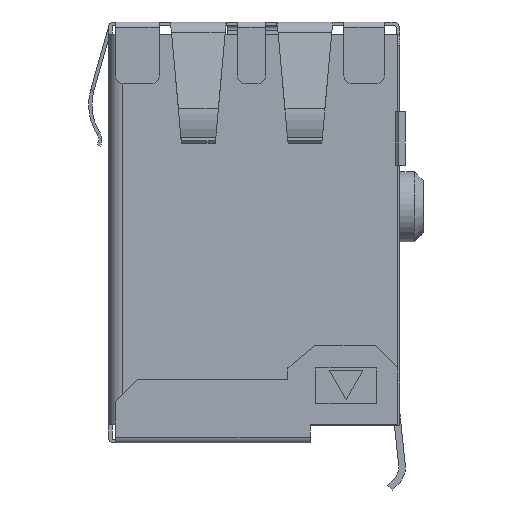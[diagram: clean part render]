
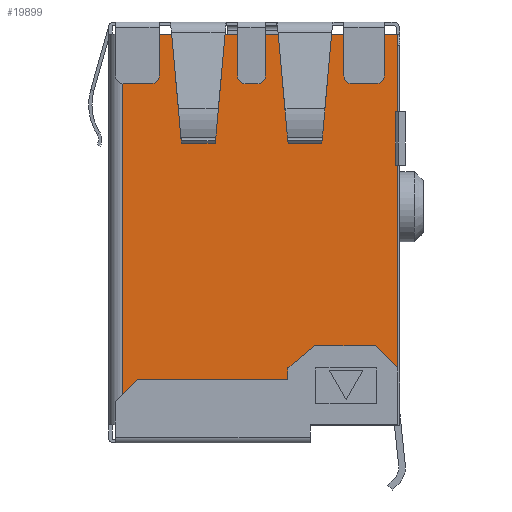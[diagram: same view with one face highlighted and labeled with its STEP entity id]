
A CAD part, left-side view. The second image highlights one B-rep face of the part: STEP entity #19899.
In plain terms, the highlighted planar face has unit normal (-1, 0, 0).
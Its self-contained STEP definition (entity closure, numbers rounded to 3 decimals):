
#958=DIRECTION('',(0.,1.,0.));
#959=VECTOR('',#958,12.3);
#960=CARTESIAN_POINT('',(-7.95,0.1,0.));
#961=LINE('',#960,#959);
#5047=DIRECTION('',(0.,0.,1.));
#5048=VECTOR('',#5047,17.43);
#5049=CARTESIAN_POINT('',(-7.95,12.4,-17.43));
#5050=LINE('',#5049,#5048);
#5051=DIRECTION('',(0.,1.,0.));
#5052=VECTOR('',#5051,0.1);
#5053=CARTESIAN_POINT('',(-7.95,0.1,-3.45));
#5054=LINE('',#5053,#5052);
#5055=DIRECTION('',(0.,0.,1.));
#5056=VECTOR('',#5055,2.4);
#5057=CARTESIAN_POINT('',(-7.95,0.2,-5.85));
#5058=LINE('',#5057,#5056);
#5059=DIRECTION('',(0.,1.,0.));
#5060=VECTOR('',#5059,0.1);
#5061=CARTESIAN_POINT('',(-7.95,0.1,-5.85));
#5062=LINE('',#5061,#5060);
#5063=DIRECTION('',(0.,-1.,0.));
#5064=VECTOR('',#5063,2.7);
#5065=CARTESIAN_POINT('',(-7.95,3.75,-14.9));
#5066=LINE('',#5065,#5064);
#5067=DIRECTION('',(0.,0.,1.));
#5068=VECTOR('',#5067,1.6);
#5069=CARTESIAN_POINT('',(-7.95,3.75,-16.5));
#5070=LINE('',#5069,#5068);
#5071=DIRECTION('',(0.,1.,0.));
#5072=VECTOR('',#5071,2.7);
#5073=CARTESIAN_POINT('',(-7.95,1.05,-16.5));
#5074=LINE('',#5073,#5072);
#5075=DIRECTION('',(0.,0.,-1.));
#5076=VECTOR('',#5075,1.6);
#5077=CARTESIAN_POINT('',(-7.95,1.05,-14.9));
#5078=LINE('',#5077,#5076);
#5091=DIRECTION('',(0.,0.,1.));
#5092=VECTOR('',#5091,3.45);
#5093=CARTESIAN_POINT('',(-7.95,0.1,-3.45));
#5094=LINE('',#5093,#5092);
#5095=DIRECTION('',(0.,0.,1.));
#5096=VECTOR('',#5095,11.58);
#5097=CARTESIAN_POINT('',(-7.95,0.1,-17.43));
#5098=LINE('',#5097,#5096);
#5284=DIRECTION('',(0.,1.,0.));
#5285=VECTOR('',#5284,12.3);
#5286=CARTESIAN_POINT('',(-7.95,0.1,-17.43));
#5287=LINE('',#5286,#5285);
#12266=CARTESIAN_POINT('',(-7.95,0.1,0.));
#12267=CARTESIAN_POINT('',(-7.95,12.4,0.));
#12268=VERTEX_POINT('',#12266);
#12269=VERTEX_POINT('',#12267);
#12286=CARTESIAN_POINT('',(-7.95,0.1,-17.43));
#12287=CARTESIAN_POINT('',(-7.95,12.4,-17.43));
#12288=VERTEX_POINT('',#12286);
#12289=VERTEX_POINT('',#12287);
#12750=CARTESIAN_POINT('',(-7.95,0.1,-5.85));
#12752=VERTEX_POINT('',#12750);
#12754=CARTESIAN_POINT('',(-7.95,0.1,-3.45));
#12756=VERTEX_POINT('',#12754);
#13792=CARTESIAN_POINT('',(-7.95,0.2,-5.85));
#13793=VERTEX_POINT('',#13792);
#13794=CARTESIAN_POINT('',(-7.95,0.2,-3.45));
#13795=VERTEX_POINT('',#13794);
#13806=CARTESIAN_POINT('',(-7.95,3.75,-14.9));
#13807=CARTESIAN_POINT('',(-7.95,1.05,-14.9));
#13808=VERTEX_POINT('',#13806);
#13809=VERTEX_POINT('',#13807);
#13810=CARTESIAN_POINT('',(-7.95,1.05,-16.5));
#13811=VERTEX_POINT('',#13810);
#13812=CARTESIAN_POINT('',(-7.95,3.75,-16.5));
#13813=VERTEX_POINT('',#13812);
#19868=CARTESIAN_POINT('',(-7.95,12.4,0.));
#19869=DIRECTION('',(-1.,0.,0.));
#19870=DIRECTION('',(0.,-1.,0.));
#19871=AXIS2_PLACEMENT_3D('',#19868,#19869,#19870);
#19872=PLANE('',#19871);
#19874=ORIENTED_EDGE('',*,*,#19873,.F.);
#19876=ORIENTED_EDGE('',*,*,#19875,.T.);
#19878=ORIENTED_EDGE('',*,*,#19877,.T.);
#19879=ORIENTED_EDGE('',*,*,#14918,.F.);
#19881=ORIENTED_EDGE('',*,*,#19880,.F.);
#19883=ORIENTED_EDGE('',*,*,#19882,.T.);
#19885=ORIENTED_EDGE('',*,*,#19884,.F.);
#19887=ORIENTED_EDGE('',*,*,#19886,.F.);
#19888=EDGE_LOOP('',(#19874,#19876,#19878,#19879,#19881,#19883,#19885,#19887));
#19889=FACE_OUTER_BOUND('',#19888,.F.);
#19890=ORIENTED_EDGE('',*,*,#19843,.F.);
#19892=ORIENTED_EDGE('',*,*,#19891,.F.);
#19894=ORIENTED_EDGE('',*,*,#19893,.F.);
#19896=ORIENTED_EDGE('',*,*,#19895,.F.);
#19897=EDGE_LOOP('',(#19890,#19892,#19894,#19896));
#19898=FACE_BOUND('',#19897,.F.);
#19899=ADVANCED_FACE('',(#19889,#19898),#19872,.T.);
#14918=EDGE_CURVE('',#12268,#12269,#961,.T.);
#19843=EDGE_CURVE('',#13808,#13809,#5066,.T.);
#19873=EDGE_CURVE('',#12288,#12752,#5098,.T.);
#19875=EDGE_CURVE('',#12288,#12289,#5287,.T.);
#19877=EDGE_CURVE('',#12289,#12269,#5050,.T.);
#19880=EDGE_CURVE('',#12756,#12268,#5094,.T.);
#19882=EDGE_CURVE('',#12756,#13795,#5054,.T.);
#19884=EDGE_CURVE('',#13793,#13795,#5058,.T.);
#19886=EDGE_CURVE('',#12752,#13793,#5062,.T.);
#19891=EDGE_CURVE('',#13813,#13808,#5070,.T.);
#19893=EDGE_CURVE('',#13811,#13813,#5074,.T.);
#19895=EDGE_CURVE('',#13809,#13811,#5078,.T.);
